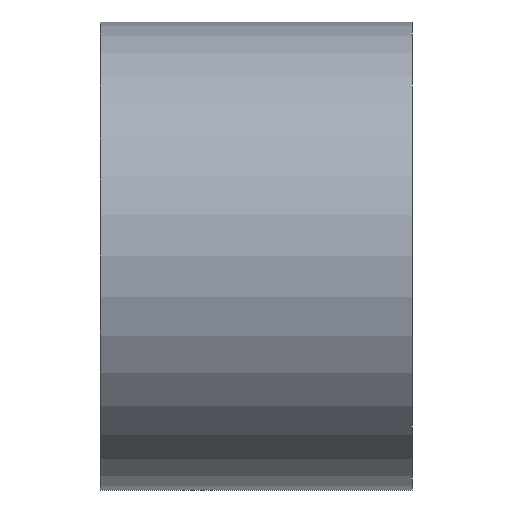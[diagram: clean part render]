
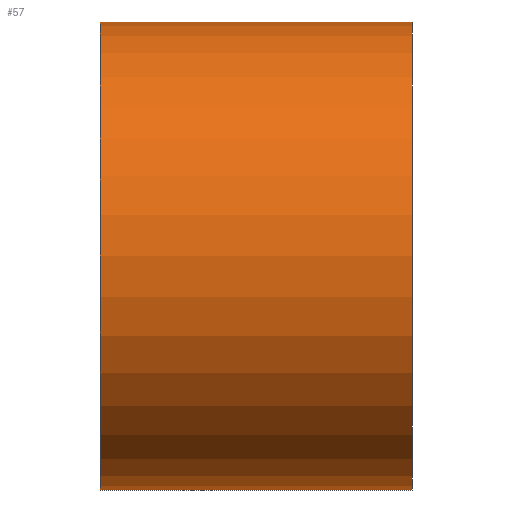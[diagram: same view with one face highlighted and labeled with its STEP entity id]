
A CAD part, front view. The second image highlights one B-rep face of the part: STEP entity #57.
In plain terms, the highlighted cylindrical face has radius 4.763 mm (diameter 9.525 mm), a partial arc.
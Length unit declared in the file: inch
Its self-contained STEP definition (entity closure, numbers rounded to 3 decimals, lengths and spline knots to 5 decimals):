
#1 = ORIENTED_EDGE ( 'NONE', *, *, #236, .F. ) ;
#2 = CYLINDRICAL_SURFACE ( 'NONE', #142, 0.1875 ) ;
#4 = CIRCLE ( 'NONE', #83, 0.1875 ) ;
#20 = VERTEX_POINT ( 'NONE', #100 ) ;
#23 = AXIS2_PLACEMENT_3D ( 'NONE', #132, #84, #131 ) ;
#24 = CARTESIAN_POINT ( 'NONE',  ( -0.125, 0., 0. ) ) ;
#31 = CARTESIAN_POINT ( 'NONE',  ( -0.125, 0., -0.1875 ) ) ;
#51 = CARTESIAN_POINT ( 'NONE',  ( -0.125, 0., -0.1875 ) ) ;
#57 = ADVANCED_FACE ( 'NONE', ( #120 ), #2, .T. ) ;
#70 = DIRECTION ( 'NONE',  ( 0., 0., 1. ) ) ;
#83 = AXIS2_PLACEMENT_3D ( 'NONE', #106, #207, #70 ) ;
#84 = DIRECTION ( 'NONE',  ( -1., 0., 0. ) ) ;
#89 = CARTESIAN_POINT ( 'NONE',  ( -0.125, 0., 0.1875 ) ) ;
#91 = VERTEX_POINT ( 'NONE', #204 ) ;
#100 = CARTESIAN_POINT ( 'NONE',  ( 0.125, 0., 0.1875 ) ) ;
#106 = CARTESIAN_POINT ( 'NONE',  ( 0.125, 0., 0. ) ) ;
#120 = FACE_OUTER_BOUND ( 'NONE', #163, .T. ) ;
#121 = ORIENTED_EDGE ( 'NONE', *, *, #238, .F. ) ;
#124 = DIRECTION ( 'NONE',  ( 0., 0., 1. ) ) ;
#128 = LINE ( 'NONE', #89, #245 ) ;
#131 = DIRECTION ( 'NONE',  ( 0., 0., 1. ) ) ;
#132 = CARTESIAN_POINT ( 'NONE',  ( -0.125, 0., 0. ) ) ;
#142 = AXIS2_PLACEMENT_3D ( 'NONE', #24, #222, #124 ) ;
#152 = EDGE_CURVE ( 'NONE', #162, #20, #4, .T. ) ;
#155 = DIRECTION ( 'NONE',  ( -1., 0., 0. ) ) ;
#159 = EDGE_CURVE ( 'NONE', #20, #91, #128, .T. ) ;
#162 = VERTEX_POINT ( 'NONE', #188 ) ;
#163 = EDGE_LOOP ( 'NONE', ( #1, #176, #240, #121 ) ) ;
#172 = LINE ( 'NONE', #51, #179 ) ;
#176 = ORIENTED_EDGE ( 'NONE', *, *, #152, .T. ) ;
#179 = VECTOR ( 'NONE', #155, 39.37008 ) ;
#188 = CARTESIAN_POINT ( 'NONE',  ( 0.125, 0., -0.1875 ) ) ;
#189 = CIRCLE ( 'NONE', #23, 0.1875 ) ;
#197 = VERTEX_POINT ( 'NONE', #31 ) ;
#204 = CARTESIAN_POINT ( 'NONE',  ( -0.125, 0., 0.1875 ) ) ;
#207 = DIRECTION ( 'NONE',  ( -1., 0., 0. ) ) ;
#222 = DIRECTION ( 'NONE',  ( -1., 0., 0. ) ) ;
#230 = DIRECTION ( 'NONE',  ( -1., 0., 0. ) ) ;
#236 = EDGE_CURVE ( 'NONE', #162, #197, #172, .T. ) ;
#238 = EDGE_CURVE ( 'NONE', #197, #91, #189, .T. ) ;
#240 = ORIENTED_EDGE ( 'NONE', *, *, #159, .T. ) ;
#245 = VECTOR ( 'NONE', #230, 39.37008 ) ;
